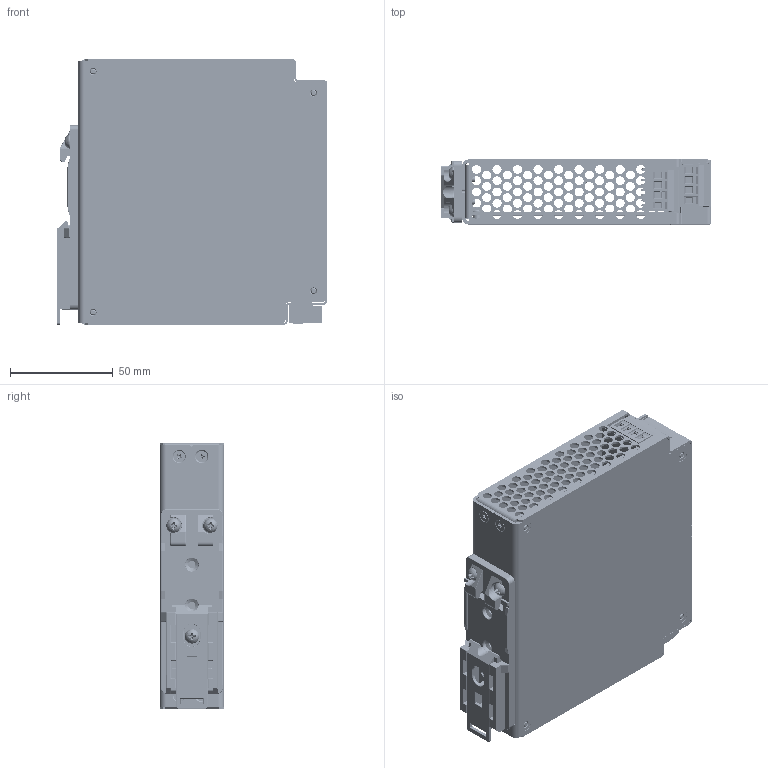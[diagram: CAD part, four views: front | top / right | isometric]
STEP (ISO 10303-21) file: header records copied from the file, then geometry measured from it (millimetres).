
FILE_DESCRIPTION(('STEP AP242'), '1');
FILE_NAME('ÀÍÆÅ.436234.007 - Ìîäóëü ýëåêòðîïèòàíèÿ ÊÀÍ-Ä75', '', ('UNSPECIFIED'), ('UNSPECIFIED'), 'C3D Converter', 'C3D Toolkit', '');
FILE_SCHEMA(('AP242_MANAGED_MODEL_BASED_3D_ENGINEERING_MIM_LF { 1 0 10303 442 1 1 4 }'));
Length unit declared in the file: millimetre
Products named in the file (35): АНЖЕ.436234.007; АНЖЕ.469635.022; mdstb_2.5-4-g; mstb_2.5-4-st; 2EDGRC-7.5-03P-14-00A; АНЖЕ.731146.013 -; 2EDGK-7,5-03P-14-00A(H); 42WUM; 3362W001; DINKLE_3EHDRC-XXP; DINKLE_5EEHDR-XXP; DINKLE_7ESDV-XXP; DINKLE_5ESDV-XXP; АНЖЕ.301440.056; АНЖЕ.745312.069; АНЖЕ.301440.034; АНЖЕ.745418.043; АНЖЕ.301440.052; АНЖЕ.745312.065; АНЖЕ.301629.037; BASE_FOOT-XIAO0; SLIP_1-XIAO-K; АНЖЕ.757532.003
Assembly tree (60 placements, depth 4):
  АНЖЕ.436234.007
    (unnamed)  x6
    (unnamed)  x4
    АНЖЕ.469635.022
      (unnamed)
      (unnamed)
      mdstb_2.5-4-g
        mdstb_2.5-4-g
      mstb_2.5-4-st  x2
        mstb_2.5-4-st
      (unnamed)
      2EDGRC-7.5-03P-14-00A
      АНЖЕ.731146.013 -  x2
      2EDGK-7,5-03P-14-00A(H)
      42WUM  x2
      3362W001  x2
      DINKLE_3EHDRC-XXP
      DINKLE_5EEHDR-XXP
      DINKLE_7ESDV-XXP
      DINKLE_5ESDV-XXP  x2
    АНЖЕ.301440.056
      АНЖЕ.745312.069
      (unnamed)
    (unnamed)  x3
    АНЖЕ.301440.034
      АНЖЕ.745418.043
      (unnamed)  x4
    АНЖЕ.301440.052
      АНЖЕ.745312.065
      (unnamed)  x2
      (unnamed)  x4
    АНЖЕ.301629.037
      BASE_FOOT-XIAO0
      SLIP_1-XIAO-K
    АНЖЕ.757532.003
    (unnamed)  x4
Bounding box: 132 x 31.5 x 129.5 mm (x, y, z)
Volume: 135484.5 mm3; surface area: 193007.7 mm2
Topology: 57 solids, 57 shells, 6059 faces, 16100 edges, 10489 vertices
Faces by surface type: plane 4115, cylinder 1312, bspline 261, cone 183, torus 133, sphere 55
Full cylindrical faces by diameter (mm): 0.254 x4, 0.305 x2, 0.406 x2, 0.457 x6, 0.66 x2, 1.4 x2, 1.5 x3, 1.6 x8, 2.459 x10, 2.49 x3, 2.5 x8, 2.845 x2, 2.946 x2, 3 x12, 3.2 x8, 3.242 x3, 3.4 x4, 3.5 x9, 3.505 x2, 3.85 x8, 3.94 x3, 4 x9, 4.05 x22, 4.19 x4, 4.2 x11, 4.22 x4, 4.4 x4, 4.5 x163, 5 x4, 5.38 x3
Entity records: 164534 total; most frequent: CARTESIAN_POINT 44449, ORIENTED_EDGE 20648, DIRECTION 19711, EDGE_CURVE 10324, LINE 7085, VECTOR 7085, VERTEX_POINT 6868, AXIS2_PLACEMENT_3D 6313
